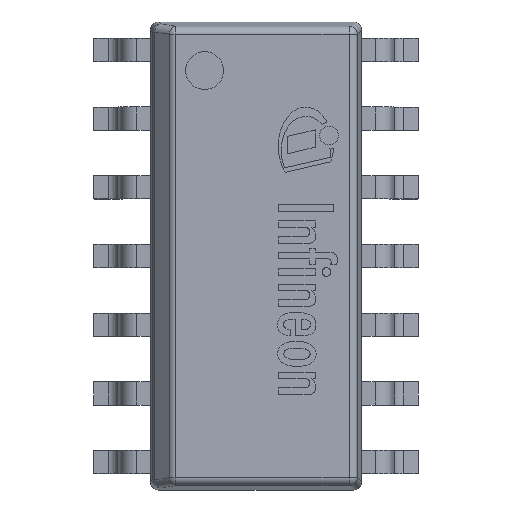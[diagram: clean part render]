
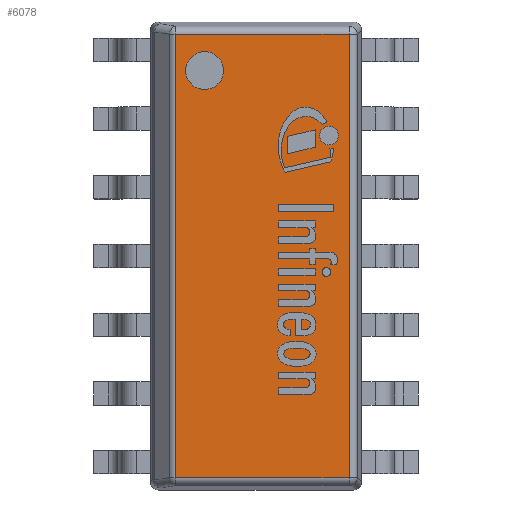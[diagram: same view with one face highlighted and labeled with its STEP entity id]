
A CAD part, top view. The second image highlights one B-rep face of the part: STEP entity #6078.
In plain terms, the highlighted planar face has unit normal (0, 0, 1).
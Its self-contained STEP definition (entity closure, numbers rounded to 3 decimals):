
#58=FACE_BOUND('',#1027,.T.);
#166=CIRCLE('',#6506,0.35);
#380=PLANE('',#6505);
#656=FACE_OUTER_BOUND('',#1026,.T.);
#1026=EDGE_LOOP('',(#4358,#4359,#4360,#4361));
#1027=EDGE_LOOP('',(#4362));
#1397=LINE('',#8782,#2080);
#1409=LINE('',#8834,#2092);
#1411=LINE('',#8837,#2094);
#1413=LINE('',#8840,#2096);
#2080=VECTOR('',#7043,1.);
#2092=VECTOR('',#7103,1.);
#2094=VECTOR('',#7107,1.);
#2096=VECTOR('',#7111,1.);
#2775=VERTEX_POINT('',#8756);
#2780=VERTEX_POINT('',#8769);
#2785=VERTEX_POINT('',#8785);
#2788=VERTEX_POINT('',#8792);
#2800=VERTEX_POINT('',#8846);
#3383=EDGE_CURVE('',#2775,#2780,#1397,.T.);
#3409=EDGE_CURVE('',#2780,#2788,#1409,.T.);
#3411=EDGE_CURVE('',#2788,#2785,#1411,.T.);
#3413=EDGE_CURVE('',#2785,#2775,#1413,.T.);
#3416=EDGE_CURVE('',#2800,#2800,#166,.T.);
#4358=ORIENTED_EDGE('',*,*,#3383,.F.);
#4359=ORIENTED_EDGE('',*,*,#3413,.F.);
#4360=ORIENTED_EDGE('',*,*,#3411,.F.);
#4361=ORIENTED_EDGE('',*,*,#3409,.F.);
#4362=ORIENTED_EDGE('',*,*,#3416,.T.);
#6078=ADVANCED_FACE('',(#656,#58),#380,.T.);
#6505=AXIS2_PLACEMENT_3D('',#8845,#7118,#7119);
#6506=AXIS2_PLACEMENT_3D('',#8847,#7120,#7121);
#7043=DIRECTION('',(0.,-1.,0.));
#7103=DIRECTION('',(-1.,0.,0.));
#7107=DIRECTION('',(0.,1.,0.));
#7111=DIRECTION('',(1.,0.,0.));
#7118=DIRECTION('center_axis',(0.,0.,1.));
#7119=DIRECTION('ref_axis',(1.,0.,0.));
#7120=DIRECTION('center_axis',(0.,0.,-1.));
#7121=DIRECTION('ref_axis',(-1.,0.,0.));
#8756=CARTESIAN_POINT('',(1.722,4.097,1.72));
#8769=CARTESIAN_POINT('',(1.722,-4.097,1.72));
#8782=CARTESIAN_POINT('',(1.722,2.162,1.72));
#8785=CARTESIAN_POINT('',(-1.493,4.097,1.72));
#8792=CARTESIAN_POINT('',(-1.493,-4.097,1.72));
#8834=CARTESIAN_POINT('',(0.975,-4.097,1.72));
#8837=CARTESIAN_POINT('',(-1.493,0.,1.72));
#8840=CARTESIAN_POINT('',(-0.975,4.097,1.72));
#8845=CARTESIAN_POINT('Origin',(0.,0.,
1.72));
#8846=CARTESIAN_POINT('',(-0.6,3.425,1.72));
#8847=CARTESIAN_POINT('Origin',(-0.95,3.425,1.72));
